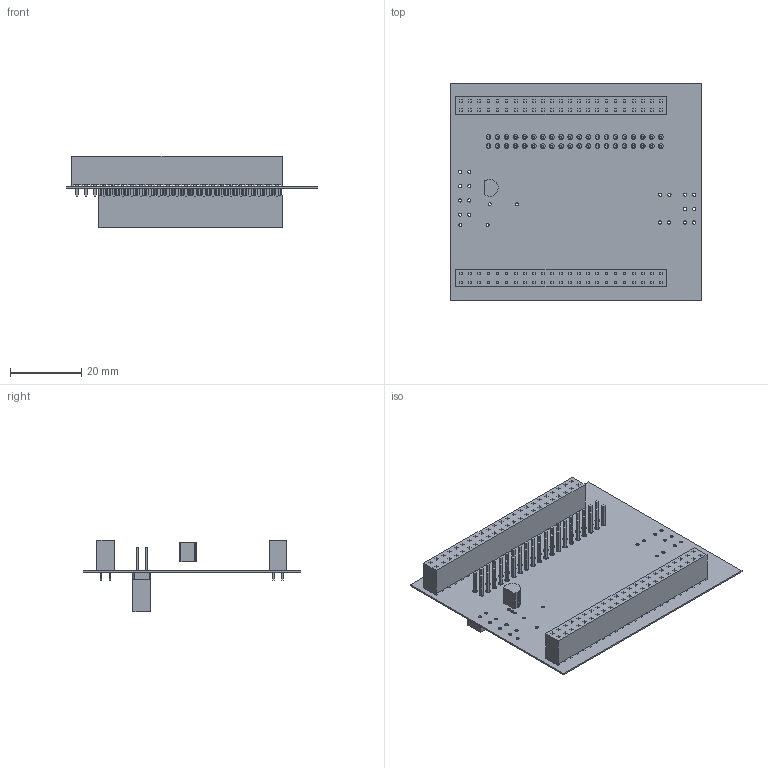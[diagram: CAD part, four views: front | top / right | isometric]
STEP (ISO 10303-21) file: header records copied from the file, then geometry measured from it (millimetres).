
FILE_DESCRIPTION(('Open CASCADE Model'),'2;1');
FILE_NAME('Open CASCADE Shape Model','2022-03-10T09:07:02',('Author'),( 'Open CASCADE'),'Open CASCADE STEP processor 6.8','Open CASCADE 6.8' ,'Unknown');
FILE_SCHEMA(('AUTOMOTIVE_DESIGN { 1 0 10303 214 1 1 1 1 }'));
Length unit declared in the file: millimetre
Products named in the file (13): PCB; Board; Open CASCADE STEP translator 6.8 1.1.1; P3; 40Pin; P2; SSW-123-01-G-D; _T1SSW-123-01-G-D; _P2SSW-123-01-G-D; P1; Q1; 5940169328; Extruded
Assembly tree (13 placements, depth 4):
  PCB
    Board
      Open CASCADE STEP translator 6.8 1.1.1
    P3
      40Pin
    P2
      SSW-123-01-G-D
        _T1SSW-123-01-G-D
        _P2SSW-123-01-G-D
    P1
      SSW-123-01-G-D
        _T1SSW-123-01-G-D
        _P2SSW-123-01-G-D
    Q1
      5940169328
        Extruded
Bounding box: 70.5 x 60.9 x 19.97 mm (x, y, z)
Volume: 8895.5 mm3; surface area: 19248.7 mm2
Topology: 7 solids, 7 shells, 2142 faces, 5708 edges, 3752 vertices
Faces by surface type: plane 1985, cylinder 157
Full cylindrical faces by diameter (mm): 0.8 x3, 0.85 x4, 0.9 x18, 1.3 x132
Entity records: 48787 total; most frequent: CARTESIAN_POINT 8206, ORIENTED_EDGE 8056, DIRECTION 7434, EDGE_CURVE 4028, LINE 3714, VECTOR 3714, VERTEX_POINT 2632, FACE_BOUND 2064
